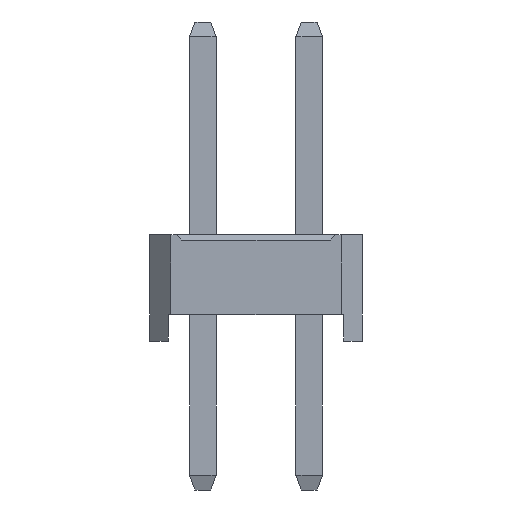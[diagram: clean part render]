
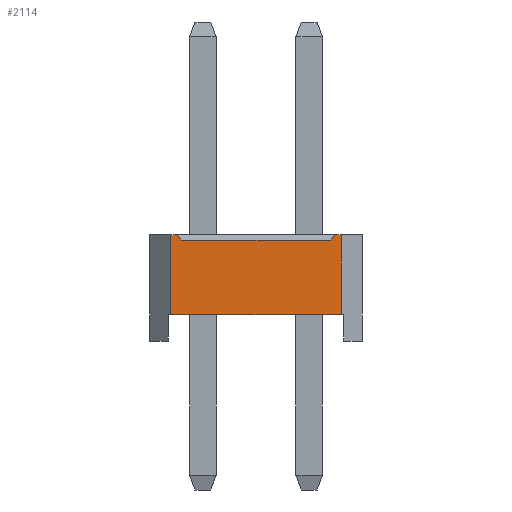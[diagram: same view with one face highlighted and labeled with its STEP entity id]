
A CAD part, left-side view. The second image highlights one B-rep face of the part: STEP entity #2114.
In plain terms, the highlighted planar face has unit normal (-1, 0, 0).
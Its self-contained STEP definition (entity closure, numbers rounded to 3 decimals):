
#2114=ADVANCED_FACE('',(#8608),#8610,.T.);
#8608=FACE_BOUND('',#8609,.T.);
#8609=EDGE_LOOP('',(#13697,#13698,#13699,#13700,#13701,#13702,#13703,#13704));
#8610=PLANE('',#8611);
#8611=AXIS2_PLACEMENT_3D('',#8612,#8613,#8614);
#8612=CARTESIAN_POINT('',(-1.,2.6,0.));
#8613=DIRECTION('',(-1.,0.,0.));
#8614=DIRECTION('',(0.,-1.,0.));
#13697=ORIENTED_EDGE('',*,*,#16842,.F.);
#13698=ORIENTED_EDGE('',*,*,#16843,.T.);
#13699=ORIENTED_EDGE('',*,*,#16844,.F.);
#13700=ORIENTED_EDGE('',*,*,#16156,.F.);
#13701=ORIENTED_EDGE('',*,*,#16845,.F.);
#13702=ORIENTED_EDGE('',*,*,#15900,.T.);
#13703=ORIENTED_EDGE('',*,*,#16841,.T.);
#13704=ORIENTED_EDGE('',*,*,#16160,.F.);
#15900=EDGE_CURVE('',#17704,#17702,#17705,.T.);
#16156=EDGE_CURVE('',#18214,#18216,#18217,.T.);
#16160=EDGE_CURVE('',#18222,#18224,#18225,.T.);
#16841=EDGE_CURVE('',#17702,#18224,#19357,.T.);
#16842=EDGE_CURVE('',#19358,#18222,#19359,.F.);
#16843=EDGE_CURVE('',#19358,#19360,#19361,.T.);
#16844=EDGE_CURVE('',#18216,#19360,#19362,.F.);
#16845=EDGE_CURVE('',#17704,#18214,#19363,.T.);
#17702=VERTEX_POINT('',#20626);
#17704=VERTEX_POINT('',#20630);
#17705=LINE('',#20631,#20632);
#18214=VERTEX_POINT('',#21650);
#18216=VERTEX_POINT('',#21654);
#18217=LINE('',#21655,#21656);
#18222=VERTEX_POINT('',#21666);
#18224=VERTEX_POINT('',#21670);
#18225=LINE('',#21671,#21672);
#19357=LINE('',#24165,#24166);
#19358=VERTEX_POINT('',#24168);
#19359=LINE('',#24169,#24170);
#19360=VERTEX_POINT('',#24172);
#19361=LINE('',#24173,#24174);
#19362=LINE('',#24176,#24177);
#19363=LINE('',#24179,#24180);
#20626=CARTESIAN_POINT('',(-1.,-0.6,0.5));
#20630=CARTESIAN_POINT('',(-1.,2.6,0.5));
#20631=CARTESIAN_POINT('',(-1.,2.6,0.5));
#20632=VECTOR('',#20633,1.);
#20633=DIRECTION('',(0.,-1.,0.));
#21650=CARTESIAN_POINT('',(-1.,2.6,2.));
#21654=CARTESIAN_POINT('',(-1.,2.5,2.));
#21655=CARTESIAN_POINT('',(-1.,2.6,2.));
#21656=VECTOR('',#21657,1.);
#21657=DIRECTION('',(0.,-1.,0.));
#21666=CARTESIAN_POINT('',(-1.,-0.5,2.));
#21670=CARTESIAN_POINT('',(-1.,-0.6,2.));
#21671=CARTESIAN_POINT('',(-1.,-0.5,2.));
#21672=VECTOR('',#21673,1.);
#21673=DIRECTION('',(0.,-1.,0.));
#24165=CARTESIAN_POINT('',(-1.,-0.6,0.5));
#24166=VECTOR('',#24167,1.);
#24167=DIRECTION('',(0.,0.,1.));
#24168=CARTESIAN_POINT('',(-1.,-0.4,1.9));
#24169=CARTESIAN_POINT('',(-1.,-0.5,2.));
#24170=VECTOR('',#24171,1.);
#24171=DIRECTION('',(0.,0.707,-0.707));
#24172=CARTESIAN_POINT('',(-1.,2.4,1.9));
#24173=CARTESIAN_POINT('',(-1.,-0.4,1.9));
#24174=VECTOR('',#24175,1.);
#24175=DIRECTION('',(0.,1.,0.));
#24176=CARTESIAN_POINT('',(-1.,2.4,1.9));
#24177=VECTOR('',#24178,1.);
#24178=DIRECTION('',(0.,0.707,0.707));
#24179=CARTESIAN_POINT('',(-1.,2.6,0.5));
#24180=VECTOR('',#24181,1.);
#24181=DIRECTION('',(0.,0.,1.));
